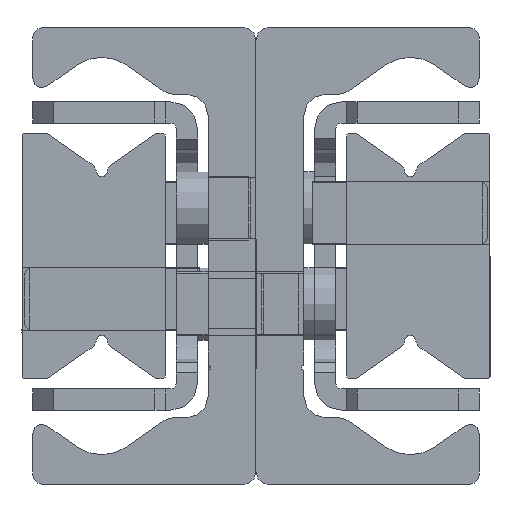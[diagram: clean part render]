
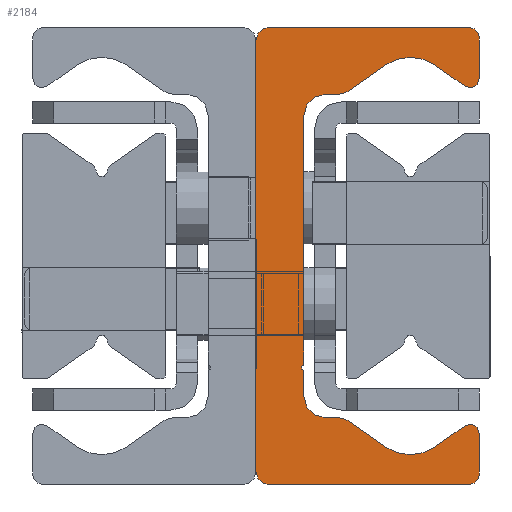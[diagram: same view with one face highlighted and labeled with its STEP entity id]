
A CAD part, left-side view. The second image highlights one B-rep face of the part: STEP entity #2184.
In plain terms, the highlighted planar face has unit normal (-1, 0, 0).
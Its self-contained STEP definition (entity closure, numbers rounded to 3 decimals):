
#1167=CARTESIAN_POINT('',(0.0,9.25,-21.5));
#1168=VERTEX_POINT('',#1167);
#1175=CARTESIAN_POINT('',(0.0,10.5,-20.25));
#1176=VERTEX_POINT('',#1175);
#1177=CARTESIAN_POINT('',(0.0,9.25,-20.25));
#1178=DIRECTION('',(1.0,0.0,0.0));
#1179=DIRECTION('',(0.0,0.0,-1.0));
#1180=AXIS2_PLACEMENT_3D('',#1177,#1178,#1179);
#1181=CIRCLE('',#1180,1.25);
#1182=EDGE_CURVE('',#1168,#1176,#1181,.T.);
#1206=CARTESIAN_POINT('',(0.0,-9.5,-21.5));
#1207=VERTEX_POINT('',#1206);
#1214=CARTESIAN_POINT('',(0.0,-9.5,-21.5));
#1215=DIRECTION('',(0.0,1.0,0.0));
#1216=VECTOR('',#1215,18.75);
#1217=LINE('',#1214,#1216);
#1218=EDGE_CURVE('',#1207,#1168,#1217,.T.);
#1238=CARTESIAN_POINT('',(0.0,-10.5,-20.5));
#1239=VERTEX_POINT('',#1238);
#1246=CARTESIAN_POINT('',(0.0,-9.5,-20.5));
#1247=DIRECTION('',(1.0,0.0,0.0));
#1248=DIRECTION('',(0.0,-1.0,0.0));
#1249=AXIS2_PLACEMENT_3D('',#1246,#1247,#1248);
#1250=CIRCLE('',#1249,1.0);
#1251=EDGE_CURVE('',#1239,#1207,#1250,.T.);
#1270=CARTESIAN_POINT('',(0.0,-10.5,-16.65));
#1271=VERTEX_POINT('',#1270);
#1278=CARTESIAN_POINT('',(0.0,-10.5,-16.65));
#1279=DIRECTION('',(0.0,0.0,-1.0));
#1280=VECTOR('',#1279,3.85);
#1281=LINE('',#1278,#1280);
#1282=EDGE_CURVE('',#1271,#1239,#1281,.T.);
#1302=CARTESIAN_POINT('',(0.0,-9.162,-15.954));
#1303=VERTEX_POINT('',#1302);
#1310=CARTESIAN_POINT('',(0.0,-9.65,-16.65));
#1311=DIRECTION('',(1.0,0.0,0.0));
#1312=DIRECTION('',(0.0,0.574,0.819));
#1313=AXIS2_PLACEMENT_3D('',#1310,#1311,#1312);
#1314=CIRCLE('',#1313,0.85);
#1315=EDGE_CURVE('',#1303,#1271,#1314,.T.);
#1334=CARTESIAN_POINT('',(0.0,-6.294,-17.962));
#1335=VERTEX_POINT('',#1334);
#1342=CARTESIAN_POINT('',(0.0,-6.294,-17.962));
#1343=DIRECTION('',(0.0,-0.819,0.574));
#1344=VECTOR('',#1343,3.501);
#1345=LINE('',#1342,#1344);
#1346=EDGE_CURVE('',#1335,#1303,#1345,.T.);
#1366=CARTESIAN_POINT('',(0.0,-1.706,-17.962));
#1367=VERTEX_POINT('',#1366);
#1374=CARTESIAN_POINT('',(0.0,-4.,-14.685));
#1375=DIRECTION('',(-1.0,0.0,0.0));
#1376=DIRECTION('',(0.0,0.574,0.819));
#1377=AXIS2_PLACEMENT_3D('',#1374,#1375,#1376);
#1378=CIRCLE('',#1377,4.0);
#1379=EDGE_CURVE('',#1367,#1335,#1378,.T.);
#1398=CARTESIAN_POINT('',(0.0,1.722,-15.562));
#1399=VERTEX_POINT('',#1398);
#1406=CARTESIAN_POINT('',(0.0,1.722,-15.562));
#1407=DIRECTION('',(0.0,-0.819,-0.574));
#1408=VECTOR('',#1407,4.185);
#1409=LINE('',#1406,#1408);
#1410=EDGE_CURVE('',#1399,#1367,#1409,.T.);
#1430=CARTESIAN_POINT('',(0.0,2.869,-15.2));
#1431=VERTEX_POINT('',#1430);
#1438=CARTESIAN_POINT('',(0.0,2.869,-17.2));
#1439=DIRECTION('',(1.0,0.0,0.0));
#1440=DIRECTION('',(0.0,0.0,1.0));
#1441=AXIS2_PLACEMENT_3D('',#1438,#1439,#1440);
#1442=CIRCLE('',#1441,2.0);
#1443=EDGE_CURVE('',#1431,#1399,#1442,.T.);
#1462=CARTESIAN_POINT('',(0.0,4.,-15.2));
#1463=VERTEX_POINT('',#1462);
#1470=CARTESIAN_POINT('',(0.0,4.,-15.2));
#1471=DIRECTION('',(0.0,-1.0,0.0));
#1472=VECTOR('',#1471,1.131);
#1473=LINE('',#1470,#1472);
#1474=EDGE_CURVE('',#1463,#1431,#1473,.T.);
#1494=CARTESIAN_POINT('',(0.0,6.,-13.2));
#1495=VERTEX_POINT('',#1494);
#1502=CARTESIAN_POINT('',(0.0,4.,-13.2));
#1503=DIRECTION('',(-1.0,0.0,0.0));
#1504=DIRECTION('',(0.0,0.0,1.0));
#1505=AXIS2_PLACEMENT_3D('',#1502,#1503,#1504);
#1506=CIRCLE('',#1505,2.0);
#1507=EDGE_CURVE('',#1495,#1463,#1506,.T.);
#1526=CARTESIAN_POINT('',(0.0,6.,-10.75));
#1527=VERTEX_POINT('',#1526);
#1534=CARTESIAN_POINT('',(0.0,6.,-10.75));
#1535=DIRECTION('',(0.0,0.0,-1.0));
#1536=VECTOR('',#1535,2.45);
#1537=LINE('',#1534,#1536);
#1538=EDGE_CURVE('',#1527,#1495,#1537,.T.);
#1558=CARTESIAN_POINT('',(0.0,6.,-10.25));
#1559=VERTEX_POINT('',#1558);
#1566=CARTESIAN_POINT('',(0.0,6.,-10.5));
#1567=DIRECTION('',(-1.0,0.0,0.0));
#1568=DIRECTION('',(0.0,0.0,1.0));
#1569=AXIS2_PLACEMENT_3D('',#1566,#1567,#1568);
#1570=CIRCLE('',#1569,0.25);
#1571=EDGE_CURVE('',#1559,#1527,#1570,.T.);
#1590=CARTESIAN_POINT('',(0.0,6.,13.2));
#1591=VERTEX_POINT('',#1590);
#1598=CARTESIAN_POINT('',(0.0,6.,13.2));
#1599=DIRECTION('',(0.0,0.0,-1.0));
#1600=VECTOR('',#1599,23.45);
#1601=LINE('',#1598,#1600);
#1602=EDGE_CURVE('',#1591,#1559,#1601,.T.);
#1706=CARTESIAN_POINT('',(0.0,4.,15.2));
#1707=VERTEX_POINT('',#1706);
#1714=CARTESIAN_POINT('',(0.0,4.,13.2));
#1715=DIRECTION('',(-1.0,0.0,0.0));
#1716=DIRECTION('',(0.0,-1.0,0.0));
#1717=AXIS2_PLACEMENT_3D('',#1714,#1715,#1716);
#1718=CIRCLE('',#1717,2.);
#1719=EDGE_CURVE('',#1707,#1591,#1718,.T.);
#1738=CARTESIAN_POINT('',(0.0,2.869,15.2));
#1739=VERTEX_POINT('',#1738);
#1746=CARTESIAN_POINT('',(0.0,2.869,15.2));
#1747=DIRECTION('',(0.0,1.0,0.0));
#1748=VECTOR('',#1747,1.131);
#1749=LINE('',#1746,#1748);
#1750=EDGE_CURVE('',#1739,#1707,#1749,.T.);
#1770=CARTESIAN_POINT('',(0.0,1.722,15.562));
#1771=VERTEX_POINT('',#1770);
#1778=CARTESIAN_POINT('',(0.0,2.869,17.2));
#1779=DIRECTION('',(1.0,0.0,0.0));
#1780=DIRECTION('',(0.0,-0.574,-0.819));
#1781=AXIS2_PLACEMENT_3D('',#1778,#1779,#1780);
#1782=CIRCLE('',#1781,2.0);
#1783=EDGE_CURVE('',#1771,#1739,#1782,.T.);
#1802=CARTESIAN_POINT('',(0.0,-1.706,17.962));
#1803=VERTEX_POINT('',#1802);
#1810=CARTESIAN_POINT('',(0.0,-1.706,17.962));
#1811=DIRECTION('',(0.0,0.819,-0.574));
#1812=VECTOR('',#1811,4.185);
#1813=LINE('',#1810,#1812);
#1814=EDGE_CURVE('',#1803,#1771,#1813,.T.);
#1834=CARTESIAN_POINT('',(0.0,-6.294,17.962));
#1835=VERTEX_POINT('',#1834);
#1842=CARTESIAN_POINT('',(0.0,-4.,14.685));
#1843=DIRECTION('',(-1.0,0.0,0.0));
#1844=DIRECTION('',(0.0,-0.574,-0.819));
#1845=AXIS2_PLACEMENT_3D('',#1842,#1843,#1844);
#1846=CIRCLE('',#1845,4.0);
#1847=EDGE_CURVE('',#1835,#1803,#1846,.T.);
#1866=CARTESIAN_POINT('',(0.0,-9.162,15.954));
#1867=VERTEX_POINT('',#1866);
#1874=CARTESIAN_POINT('',(0.0,-9.162,15.954));
#1875=DIRECTION('',(0.0,0.819,0.574));
#1876=VECTOR('',#1875,3.501);
#1877=LINE('',#1874,#1876);
#1878=EDGE_CURVE('',#1867,#1835,#1877,.T.);
#1898=CARTESIAN_POINT('',(0.0,-10.5,16.65));
#1899=VERTEX_POINT('',#1898);
#1906=CARTESIAN_POINT('',(0.0,-9.65,16.65));
#1907=DIRECTION('',(1.0,0.0,0.0));
#1908=DIRECTION('',(0.0,-1.0,0.0));
#1909=AXIS2_PLACEMENT_3D('',#1906,#1907,#1908);
#1910=CIRCLE('',#1909,0.85);
#1911=EDGE_CURVE('',#1899,#1867,#1910,.T.);
#1930=CARTESIAN_POINT('',(0.0,-10.5,20.5));
#1931=VERTEX_POINT('',#1930);
#1938=CARTESIAN_POINT('',(0.0,-10.5,20.5));
#1939=DIRECTION('',(0.0,0.0,-1.0));
#1940=VECTOR('',#1939,3.85);
#1941=LINE('',#1938,#1940);
#1942=EDGE_CURVE('',#1931,#1899,#1941,.T.);
#1962=CARTESIAN_POINT('',(0.0,-9.5,21.5));
#1963=VERTEX_POINT('',#1962);
#1970=CARTESIAN_POINT('',(0.0,-9.5,20.5));
#1971=DIRECTION('',(1.0,0.0,0.0));
#1972=DIRECTION('',(0.0,0.0,1.0));
#1973=AXIS2_PLACEMENT_3D('',#1970,#1971,#1972);
#1974=CIRCLE('',#1973,1.0);
#1975=EDGE_CURVE('',#1963,#1931,#1974,.T.);
#1994=CARTESIAN_POINT('',(0.0,9.25,21.5));
#1995=VERTEX_POINT('',#1994);
#2002=CARTESIAN_POINT('',(0.0,9.25,21.5));
#2003=DIRECTION('',(0.0,-1.0,0.0));
#2004=VECTOR('',#2003,18.75);
#2005=LINE('',#2002,#2004);
#2006=EDGE_CURVE('',#1995,#1963,#2005,.T.);
#2026=CARTESIAN_POINT('',(0.0,10.5,20.25));
#2027=VERTEX_POINT('',#2026);
#2034=CARTESIAN_POINT('',(0.0,9.25,20.25));
#2035=DIRECTION('',(1.0,0.0,0.0));
#2036=DIRECTION('',(0.0,1.0,0.0));
#2037=AXIS2_PLACEMENT_3D('',#2034,#2035,#2036);
#2038=CIRCLE('',#2037,1.25);
#2039=EDGE_CURVE('',#2027,#1995,#2038,.T.);
#2057=CARTESIAN_POINT('',(0.0,10.5,-20.25));
#2058=DIRECTION('',(0.0,0.0,1.0));
#2059=VECTOR('',#2058,40.5);
#2060=LINE('',#2057,#2059);
#2061=EDGE_CURVE('',#1176,#2027,#2060,.T.);
#2151=CARTESIAN_POINT('',(0.0,2.66,-0.019));
#2152=DIRECTION('',(1.0,0.0,0.0));
#2153=DIRECTION('',(0.0,0.0,-1.0));
#2154=AXIS2_PLACEMENT_3D('',#2151,#2152,#2153);
#2155=PLANE('',#2154);
#2156=ORIENTED_EDGE('',*,*,#2061,.F.);
#2157=ORIENTED_EDGE('',*,*,#1182,.F.);
#2158=ORIENTED_EDGE('',*,*,#1218,.F.);
#2159=ORIENTED_EDGE('',*,*,#1251,.F.);
#2160=ORIENTED_EDGE('',*,*,#1282,.F.);
#2161=ORIENTED_EDGE('',*,*,#1315,.F.);
#2162=ORIENTED_EDGE('',*,*,#1346,.F.);
#2163=ORIENTED_EDGE('',*,*,#1379,.F.);
#2164=ORIENTED_EDGE('',*,*,#1410,.F.);
#2165=ORIENTED_EDGE('',*,*,#1443,.F.);
#2166=ORIENTED_EDGE('',*,*,#1474,.F.);
#2167=ORIENTED_EDGE('',*,*,#1507,.F.);
#2168=ORIENTED_EDGE('',*,*,#1538,.F.);
#2169=ORIENTED_EDGE('',*,*,#1571,.F.);
#2170=ORIENTED_EDGE('',*,*,#1602,.F.);
#2171=ORIENTED_EDGE('',*,*,#1719,.F.);
#2172=ORIENTED_EDGE('',*,*,#1750,.F.);
#2173=ORIENTED_EDGE('',*,*,#1783,.F.);
#2174=ORIENTED_EDGE('',*,*,#1814,.F.);
#2175=ORIENTED_EDGE('',*,*,#1847,.F.);
#2176=ORIENTED_EDGE('',*,*,#1878,.F.);
#2177=ORIENTED_EDGE('',*,*,#1911,.F.);
#2178=ORIENTED_EDGE('',*,*,#1942,.F.);
#2179=ORIENTED_EDGE('',*,*,#1975,.F.);
#2180=ORIENTED_EDGE('',*,*,#2006,.F.);
#2181=ORIENTED_EDGE('',*,*,#2039,.F.);
#2182=EDGE_LOOP('',(#2156,#2157,#2158,#2159,#2160,#2161,#2162,#2163,#2164,#2165,#2166,#2167,#2168,#2169,#2170,#2171,#2172,#2173,#2174,#2175,#2176,#2177,#2178,#2179,#2180,#2181));
#2183=FACE_OUTER_BOUND('',#2182,.T.);
#2184=ADVANCED_FACE('',(#2183),#2155,.F.);
